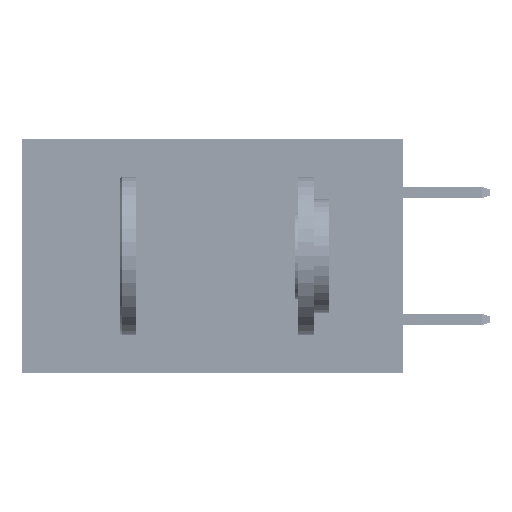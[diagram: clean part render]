
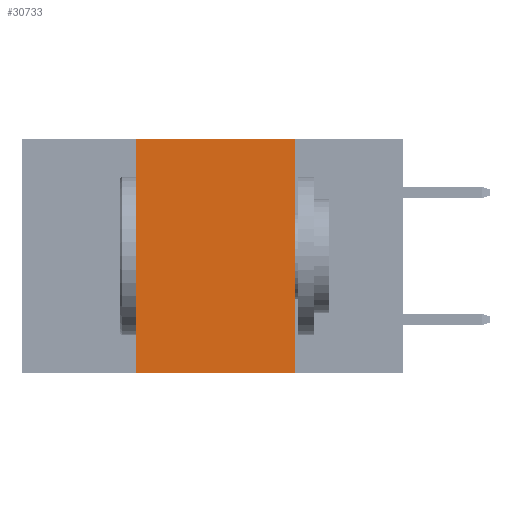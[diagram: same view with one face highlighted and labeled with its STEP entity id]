
A CAD part, left-side view. The second image highlights one B-rep face of the part: STEP entity #30733.
In plain terms, the highlighted planar face has unit normal (-1, 0, 0).
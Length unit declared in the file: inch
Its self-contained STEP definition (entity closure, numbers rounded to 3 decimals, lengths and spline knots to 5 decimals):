
#1811 = CARTESIAN_POINT ( 'NONE',  ( 0., 0.6, -0.37 ) ) ;
#2063 = VECTOR ( 'NONE', #35990, 39.37008 ) ;
#2132 = CARTESIAN_POINT ( 'NONE',  ( 0., 0.42, 0. ) ) ;
#2635 = CARTESIAN_POINT ( 'NONE',  ( 0., 0.17, 0. ) ) ;
#4387 = LINE ( 'NONE', #19696, #47127 ) ;
#5024 = DIRECTION ( 'NONE',  ( 0., -1., 0. ) ) ;
#5432 = FACE_OUTER_BOUND ( 'NONE', #32903, .T. ) ;
#5993 = LINE ( 'NONE', #8706, #40620 ) ;
#8706 = CARTESIAN_POINT ( 'NONE',  ( 0., 0.6, 0. ) ) ;
#9121 = CARTESIAN_POINT ( 'NONE',  ( 0., 0.6, 0. ) ) ;
#9453 = DIRECTION ( 'NONE',  ( 0., -1., 0. ) ) ;
#12354 = AXIS2_PLACEMENT_3D ( 'NONE', #9121, #43456, #35089 ) ;
#13414 = LINE ( 'NONE', #1811, #14861 ) ;
#14861 = VECTOR ( 'NONE', #9453, 39.37008 ) ;
#19696 = CARTESIAN_POINT ( 'NONE',  ( 0., 0.17, 0. ) ) ;
#20853 = EDGE_CURVE ( 'NONE', #26199, #39051, #5993, .T. ) ;
#21280 = CARTESIAN_POINT ( 'NONE',  ( 0., 0.42, 0. ) ) ;
#22331 = VERTEX_POINT ( 'NONE', #47752 ) ;
#22381 = VERTEX_POINT ( 'NONE', #29696 ) ;
#25975 = ORIENTED_EDGE ( 'NONE', *, *, #48357, .F. ) ;
#26199 = VERTEX_POINT ( 'NONE', #21280 ) ;
#29696 = CARTESIAN_POINT ( 'NONE',  ( 0., 0.42, -0.37 ) ) ;
#29993 = EDGE_CURVE ( 'NONE', #22381, #26199, #32764, .T. ) ;
#30733 = ADVANCED_FACE ( 'NONE', ( #5432 ), #32350, .F. ) ;
#30809 = DIRECTION ( 'NONE',  ( 0., 0., -1. ) ) ;
#32350 = PLANE ( 'NONE',  #12354 ) ;
#32764 = LINE ( 'NONE', #2132, #2063 ) ;
#32903 = EDGE_LOOP ( 'NONE', ( #25975, #35219, #43147, #39909 ) ) ;
#34926 = EDGE_CURVE ( 'NONE', #22381, #22331, #13414, .T. ) ;
#35089 = DIRECTION ( 'NONE',  ( 0., 0., -1. ) ) ;
#35219 = ORIENTED_EDGE ( 'NONE', *, *, #20853, .F. ) ;
#35990 = DIRECTION ( 'NONE',  ( 0., 0., 1. ) ) ;
#39051 = VERTEX_POINT ( 'NONE', #2635 ) ;
#39909 = ORIENTED_EDGE ( 'NONE', *, *, #34926, .T. ) ;
#40620 = VECTOR ( 'NONE', #5024, 39.37008 ) ;
#43147 = ORIENTED_EDGE ( 'NONE', *, *, #29993, .F. ) ;
#43456 = DIRECTION ( 'NONE',  ( 1., 0., 0. ) ) ;
#47127 = VECTOR ( 'NONE', #30809, 39.37008 ) ;
#47752 = CARTESIAN_POINT ( 'NONE',  ( 0., 0.17, -0.37 ) ) ;
#48357 = EDGE_CURVE ( 'NONE', #39051, #22331, #4387, .T. ) ;
